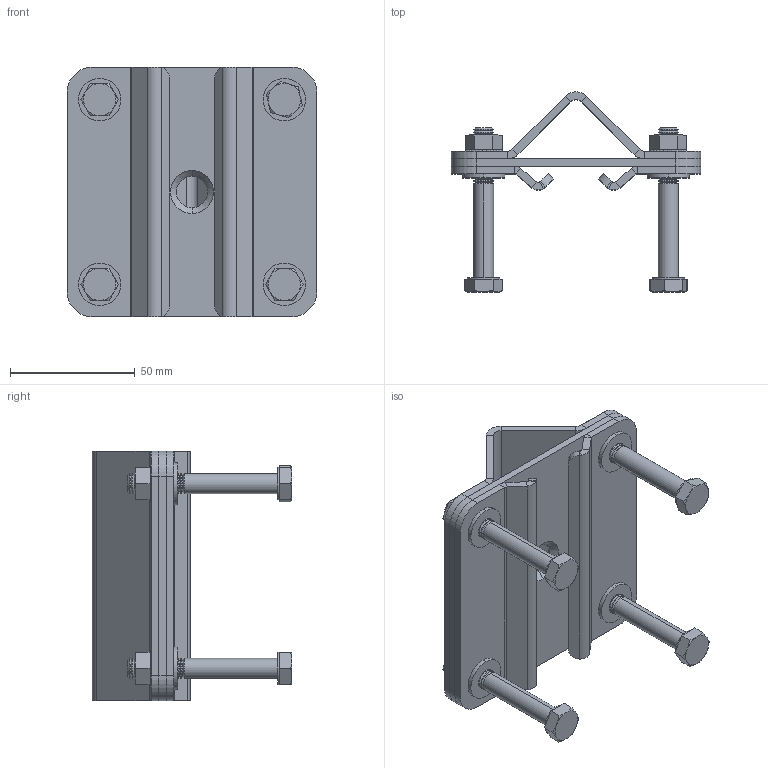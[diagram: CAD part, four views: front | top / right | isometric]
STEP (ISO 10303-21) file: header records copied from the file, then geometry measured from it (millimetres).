
FILE_DESCRIPTION (( 'STEP AP203' ), '1' );
FILE_NAME ('T84180.STEP', '2018-09-18T15:30:31', ( '' ), ( '' ), 'SwSTEP 2.0', 'SolidWorks 2016', '' );
FILE_SCHEMA (( 'CONFIG_CONTROL_DESIGN' ));
Length unit declared in the file: millimetre
Products named in the file (7): T84180; F936; Hex Bolt_ISO 4016 - M8 x 60 x 22-WS; TH1273; TH1359; TH1363; A Washer_Bright washer BS 4320 - M8 (Form A)
Assembly tree (16 placements, depth 2):
  T84180
    TH1359
    TH1273  x2
    F936  x4
    A Washer_Bright washer BS 4320 - M8 (Form A)  x4
    Hex Bolt_ISO 4016 - M8 x 60 x 22-WS  x4
    TH1363
Bounding box: 100 x 80.01 x 100 mm (x, y, z)
Volume: 106507.3 mm3; surface area: 77845.2 mm2
Topology: 16 solids, 16 shells, 1309 faces, 3391 edges, 2140 vertices
Faces by surface type: cylinder 508, plane 388, cone 322, bspline 91
Entity records: 23455 total; most frequent: CARTESIAN_POINT 9077, ORIENTED_EDGE 2872, DIRECTION 2668, EDGE_CURVE 1436, AXIS2_PLACEMENT_3D 943, VERTEX_POINT 918, LINE 782, VECTOR 782
